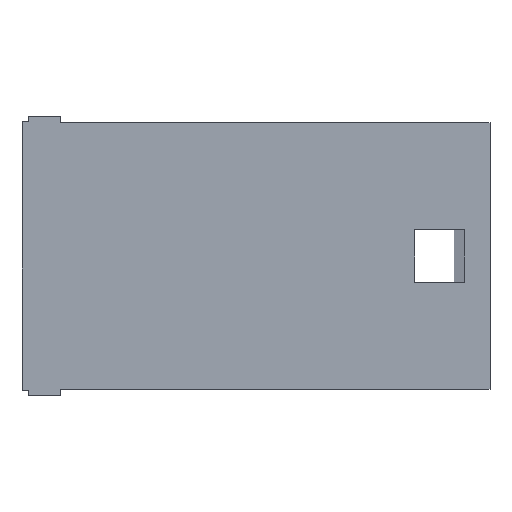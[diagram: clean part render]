
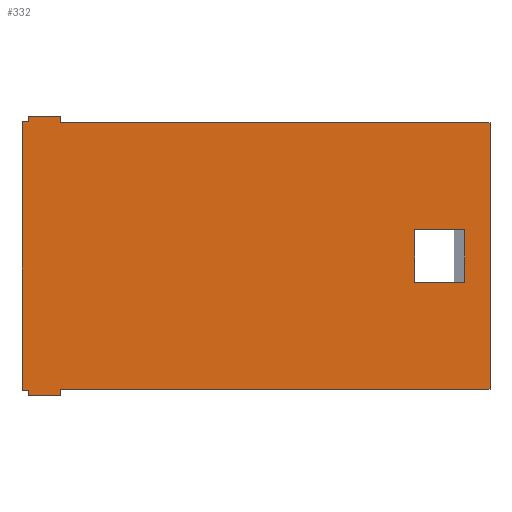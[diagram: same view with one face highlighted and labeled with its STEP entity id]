
A CAD part, top view. The second image highlights one B-rep face of the part: STEP entity #332.
In plain terms, the highlighted planar face has unit normal (0, 0, 1).
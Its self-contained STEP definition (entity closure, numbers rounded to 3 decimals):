
#50=CARTESIAN_POINT('',(-431.511,982.303,-45.516));
#51=VERTEX_POINT('',#50);
#58=CARTESIAN_POINT('',(-450.892,982.303,-45.516));
#59=VERTEX_POINT('',#58);
#60=CARTESIAN_POINT('',(-450.892,982.303,-45.516));
#61=DIRECTION('',(1.,0.,-0.));
#62=VECTOR('',#61,19.381);
#63=LINE('',#60,#62);
#64=EDGE_CURVE('',#59,#51,#63,.T.);
#204=CARTESIAN_POINT('',(-603.284,1025.072,-45.516));
#205=DIRECTION('',(-0.,0.,-1.));
#206=DIRECTION('',(1.,0.,-0.));
#207=AXIS2_PLACEMENT_3D('',#204,#205,#206);
#208=PLANE('',#207);
#209=CARTESIAN_POINT('',(-431.511,962.003,-45.516));
#210=VERTEX_POINT('',#209);
#211=CARTESIAN_POINT('',(-431.511,982.303,-45.516));
#212=DIRECTION('',(0.,-1.,-0.));
#213=VECTOR('',#212,20.3);
#214=LINE('',#211,#213);
#215=EDGE_CURVE('',#51,#210,#214,.T.);
#216=ORIENTED_EDGE('',*,*,#215,.T.);
#217=CARTESIAN_POINT('',(-450.892,962.003,-45.516));
#218=VERTEX_POINT('',#217);
#219=CARTESIAN_POINT('',(-431.511,962.003,-45.516));
#220=DIRECTION('',(-1.,-0.,0.));
#221=VECTOR('',#220,19.381);
#222=LINE('',#219,#221);
#223=EDGE_CURVE('',#210,#218,#222,.T.);
#224=ORIENTED_EDGE('',*,*,#223,.T.);
#225=CARTESIAN_POINT('',(-450.892,962.003,-45.516));
#226=DIRECTION('',(0.,1.,0.));
#227=VECTOR('',#226,20.3);
#228=LINE('',#225,#227);
#229=EDGE_CURVE('',#218,#59,#228,.T.);
#230=ORIENTED_EDGE('',*,*,#229,.T.);
#231=ORIENTED_EDGE('',*,*,#64,.T.);
#232=EDGE_LOOP('',(#216,#224,#230,#231));
#233=FACE_BOUND('',#232,.T.);
#234=CARTESIAN_POINT('',(-600.284,1026.147,-45.516));
#235=VERTEX_POINT('',#234);
#236=CARTESIAN_POINT('',(-600.284,1024.058,-45.516));
#237=VERTEX_POINT('',#236);
#238=CARTESIAN_POINT('',(-600.284,1026.147,-45.516));
#239=DIRECTION('',(-0.,-1.,-0.));
#240=VECTOR('',#239,2.089);
#241=LINE('',#238,#240);
#242=EDGE_CURVE('',#235,#237,#241,.T.);
#243=ORIENTED_EDGE('',*,*,#242,.T.);
#244=CARTESIAN_POINT('',(-602.784,1024.058,-45.516));
#245=VERTEX_POINT('',#244);
#246=CARTESIAN_POINT('',(-600.284,1024.058,-45.516));
#247=DIRECTION('',(-1.,-0.,0.));
#248=VECTOR('',#247,2.5);
#249=LINE('',#246,#248);
#250=EDGE_CURVE('',#237,#245,#249,.T.);
#251=ORIENTED_EDGE('',*,*,#250,.T.);
#252=CARTESIAN_POINT('',(-602.784,920.258,-45.516));
#253=VERTEX_POINT('',#252);
#254=CARTESIAN_POINT('',(-602.784,920.258,-45.516));
#255=DIRECTION('',(-0.,1.,0.));
#256=VECTOR('',#255,103.8);
#257=LINE('',#254,#256);
#258=EDGE_CURVE('',#253,#245,#257,.T.);
#259=ORIENTED_EDGE('',*,*,#258,.F.);
#260=CARTESIAN_POINT('',(-600.284,920.258,-45.516));
#261=VERTEX_POINT('',#260);
#262=CARTESIAN_POINT('',(-602.784,920.258,-45.516));
#263=DIRECTION('',(1.,0.,-0.));
#264=VECTOR('',#263,2.5);
#265=LINE('',#262,#264);
#266=EDGE_CURVE('',#253,#261,#265,.T.);
#267=ORIENTED_EDGE('',*,*,#266,.T.);
#268=CARTESIAN_POINT('',(-600.284,918.158,-45.516));
#269=VERTEX_POINT('',#268);
#270=CARTESIAN_POINT('',(-600.284,920.258,-45.516));
#271=DIRECTION('',(0.,-1.,-0.));
#272=VECTOR('',#271,2.1);
#273=LINE('',#270,#272);
#274=EDGE_CURVE('',#261,#269,#273,.T.);
#275=ORIENTED_EDGE('',*,*,#274,.T.);
#276=CARTESIAN_POINT('',(-587.784,918.158,-45.516));
#277=VERTEX_POINT('',#276);
#278=CARTESIAN_POINT('',(-587.784,918.158,-45.516));
#279=DIRECTION('',(-1.,-0.,0.));
#280=VECTOR('',#279,12.5);
#281=LINE('',#278,#280);
#282=EDGE_CURVE('',#277,#269,#281,.T.);
#283=ORIENTED_EDGE('',*,*,#282,.F.);
#284=CARTESIAN_POINT('',(-587.784,920.658,-45.516));
#285=VERTEX_POINT('',#284);
#286=CARTESIAN_POINT('',(-587.784,920.658,-45.516));
#287=DIRECTION('',(0.,-1.,-0.));
#288=VECTOR('',#287,2.5);
#289=LINE('',#286,#288);
#290=EDGE_CURVE('',#285,#277,#289,.T.);
#291=ORIENTED_EDGE('',*,*,#290,.F.);
#292=CARTESIAN_POINT('',(-421.784,920.658,-45.516));
#293=VERTEX_POINT('',#292);
#294=CARTESIAN_POINT('',(-421.784,920.658,-45.516));
#295=DIRECTION('',(-1.,-0.,0.));
#296=VECTOR('',#295,166.);
#297=LINE('',#294,#296);
#298=EDGE_CURVE('',#293,#285,#297,.T.);
#299=ORIENTED_EDGE('',*,*,#298,.F.);
#300=CARTESIAN_POINT('',(-421.784,1023.647,-45.516));
#301=VERTEX_POINT('',#300);
#302=CARTESIAN_POINT('',(-421.784,1023.647,-45.516));
#303=DIRECTION('',(0.,-1.,-0.));
#304=VECTOR('',#303,102.989);
#305=LINE('',#302,#304);
#306=EDGE_CURVE('',#301,#293,#305,.T.);
#307=ORIENTED_EDGE('',*,*,#306,.F.);
#308=CARTESIAN_POINT('',(-587.784,1023.647,-45.516));
#309=VERTEX_POINT('',#308);
#310=CARTESIAN_POINT('',(-421.784,1023.647,-45.516));
#311=DIRECTION('',(-1.,-0.,0.));
#312=VECTOR('',#311,166.);
#313=LINE('',#310,#312);
#314=EDGE_CURVE('',#301,#309,#313,.T.);
#315=ORIENTED_EDGE('',*,*,#314,.T.);
#316=CARTESIAN_POINT('',(-587.784,1026.147,-45.516));
#317=VERTEX_POINT('',#316);
#318=CARTESIAN_POINT('',(-587.784,1023.647,-45.516));
#319=DIRECTION('',(-0.,1.,0.));
#320=VECTOR('',#319,2.5);
#321=LINE('',#318,#320);
#322=EDGE_CURVE('',#309,#317,#321,.T.);
#323=ORIENTED_EDGE('',*,*,#322,.T.);
#324=CARTESIAN_POINT('',(-587.784,1026.147,-45.516));
#325=DIRECTION('',(-1.,-0.,0.));
#326=VECTOR('',#325,12.5);
#327=LINE('',#324,#326);
#328=EDGE_CURVE('',#317,#235,#327,.T.);
#329=ORIENTED_EDGE('',*,*,#328,.T.);
#330=EDGE_LOOP('',(#243,#251,#259,#267,#275,#283,#291,#299,#307,#315,#323,#329));
#331=FACE_BOUND('',#330,.T.);
#332=ADVANCED_FACE('',(#233,#331),#208,.F.);
